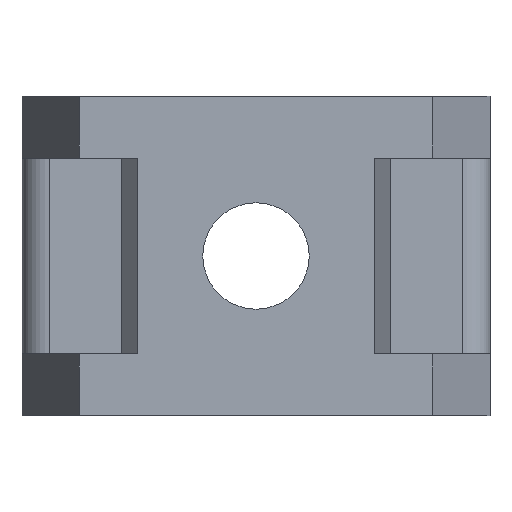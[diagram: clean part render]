
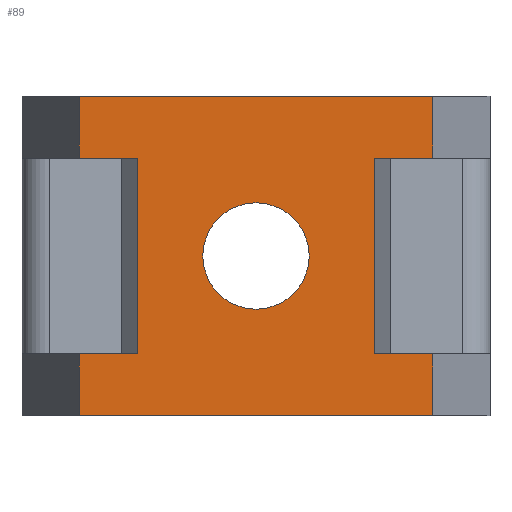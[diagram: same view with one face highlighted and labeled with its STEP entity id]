
A CAD part, front view. The second image highlights one B-rep face of the part: STEP entity #89.
In plain terms, the highlighted planar face has unit normal (0, -1, 0).
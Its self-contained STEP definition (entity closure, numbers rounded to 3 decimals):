
#89 = ADVANCED_FACE( '', ( #193, #194 ), #195, .F. );
#193 = FACE_BOUND( '', #310, .T. );
#194 = FACE_OUTER_BOUND( '', #311, .T. );
#195 = PLANE( '', #312 );
#310 = EDGE_LOOP( '', ( #519 ) );
#311 = EDGE_LOOP( '', ( #520, #521, #522, #523, #524, #525, #526, #527, #528, #529, #530, #531 ) );
#312 = AXIS2_PLACEMENT_3D( '', #532, #533, #534 );
#519 = ORIENTED_EDGE( '', *, *, #809, .F. );
#520 = ORIENTED_EDGE( '', *, *, #796, .T. );
#521 = ORIENTED_EDGE( '', *, *, #810, .T. );
#522 = ORIENTED_EDGE( '', *, *, #811, .T. );
#523 = ORIENTED_EDGE( '', *, *, #812, .F. );
#524 = ORIENTED_EDGE( '', *, *, #813, .T. );
#525 = ORIENTED_EDGE( '', *, *, #814, .T. );
#526 = ORIENTED_EDGE( '', *, *, #741, .F. );
#527 = ORIENTED_EDGE( '', *, *, #734, .F. );
#528 = ORIENTED_EDGE( '', *, *, #815, .F. );
#529 = ORIENTED_EDGE( '', *, *, #758, .T. );
#530 = ORIENTED_EDGE( '', *, *, #816, .F. );
#531 = ORIENTED_EDGE( '', *, *, #817, .F. );
#532 = CARTESIAN_POINT( '', ( -8.3, 0., 7.5 ) );
#533 = DIRECTION( '', ( 0., 1., 0. ) );
#534 = DIRECTION( '', ( 0., 0., 1. ) );
#734 = EDGE_CURVE( '', #882, #867, #884, .T. );
#741 = EDGE_CURVE( '', #867, #895, #896, .T. );
#758 = EDGE_CURVE( '', #922, #923, #924, .T. );
#796 = EDGE_CURVE( '', #988, #986, #989, .T. );
#809 = EDGE_CURVE( '', #1006, #1006, #1007, .T. );
#810 = EDGE_CURVE( '', #986, #1008, #1009, .T. );
#811 = EDGE_CURVE( '', #1008, #1010, #1011, .T. );
#812 = EDGE_CURVE( '', #1012, #1010, #1013, .T. );
#813 = EDGE_CURVE( '', #1012, #1014, #1015, .T. );
#814 = EDGE_CURVE( '', #1014, #895, #1016, .T. );
#815 = EDGE_CURVE( '', #922, #882, #1017, .T. );
#816 = EDGE_CURVE( '', #1018, #923, #1019, .T. );
#817 = EDGE_CURVE( '', #988, #1018, #1020, .T. );
#867 = VERTEX_POINT( '', #1080 );
#882 = VERTEX_POINT( '', #1100 );
#884 = LINE( '', #1103, #1104 );
#895 = VERTEX_POINT( '', #1119 );
#896 = LINE( '', #1120, #1121 );
#922 = VERTEX_POINT( '', #1157 );
#923 = VERTEX_POINT( '', #1158 );
#924 = LINE( '', #1159, #1160 );
#986 = VERTEX_POINT( '', #1244 );
#988 = VERTEX_POINT( '', #1247 );
#989 = LINE( '', #1248, #1249 );
#1006 = VERTEX_POINT( '', #1275 );
#1007 = CIRCLE( '', #1276, 2.5 );
#1008 = VERTEX_POINT( '', #1277 );
#1009 = LINE( '', #1278, #1279 );
#1010 = VERTEX_POINT( '', #1280 );
#1011 = LINE( '', #1281, #1282 );
#1012 = VERTEX_POINT( '', #1283 );
#1013 = LINE( '', #1284, #1285 );
#1014 = VERTEX_POINT( '', #1286 );
#1015 = LINE( '', #1287, #1288 );
#1016 = LINE( '', #1289, #1290 );
#1017 = LINE( '', #1291, #1292 );
#1018 = VERTEX_POINT( '', #1293 );
#1019 = LINE( '', #1294, #1295 );
#1020 = LINE( '', #1296, #1297 );
#1080 = CARTESIAN_POINT( '', ( 8.3, 0., -4.6 ) );
#1100 = CARTESIAN_POINT( '', ( 5.58, 0., -4.6 ) );
#1103 = CARTESIAN_POINT( '', ( 5.58, 0., -4.6 ) );
#1104 = VECTOR( '', #1386, 1000. );
#1119 = CARTESIAN_POINT( '', ( 8.3, 0., -7.5 ) );
#1120 = CARTESIAN_POINT( '', ( 8.3, 0., 7.5 ) );
#1121 = VECTOR( '', #1391, 1000. );
#1157 = CARTESIAN_POINT( '', ( 5.58, 0., 4.6 ) );
#1158 = CARTESIAN_POINT( '', ( 8.3, 0., 4.6 ) );
#1159 = CARTESIAN_POINT( '', ( 5.58, 0., 4.6 ) );
#1160 = VECTOR( '', #1408, 1000. );
#1244 = CARTESIAN_POINT( '', ( -8.3, 0., 4.6 ) );
#1247 = CARTESIAN_POINT( '', ( -8.3, 0., 7.5 ) );
#1248 = CARTESIAN_POINT( '', ( -8.3, 0., 7.5 ) );
#1249 = VECTOR( '', #1456, 1000. );
#1275 = CARTESIAN_POINT( '', ( 0., 0., -2.5 ) );
#1276 = AXIS2_PLACEMENT_3D( '', #1466, #1467, #1468 );
#1277 = CARTESIAN_POINT( '', ( -5.58, 0., 4.6 ) );
#1278 = CARTESIAN_POINT( '', ( -13., 0., 4.6 ) );
#1279 = VECTOR( '', #1469, 1000. );
#1280 = CARTESIAN_POINT( '', ( -5.58, 0., -4.6 ) );
#1281 = CARTESIAN_POINT( '', ( -5.58, 0., 4.6 ) );
#1282 = VECTOR( '', #1470, 1000. );
#1283 = CARTESIAN_POINT( '', ( -8.3, 0., -4.6 ) );
#1284 = CARTESIAN_POINT( '', ( -13., 0., -4.6 ) );
#1285 = VECTOR( '', #1471, 1000. );
#1286 = CARTESIAN_POINT( '', ( -8.3, 0., -7.5 ) );
#1287 = CARTESIAN_POINT( '', ( -8.3, 0., 7.5 ) );
#1288 = VECTOR( '', #1472, 1000. );
#1289 = CARTESIAN_POINT( '', ( -8.3, 0., -7.5 ) );
#1290 = VECTOR( '', #1473, 1000. );
#1291 = CARTESIAN_POINT( '', ( 5.58, 0., 4.6 ) );
#1292 = VECTOR( '', #1474, 1000. );
#1293 = CARTESIAN_POINT( '', ( 8.3, 0., 7.5 ) );
#1294 = CARTESIAN_POINT( '', ( 8.3, 0., 7.5 ) );
#1295 = VECTOR( '', #1475, 1000. );
#1296 = CARTESIAN_POINT( '', ( -8.3, 0., 7.5 ) );
#1297 = VECTOR( '', #1476, 1000. );
#1386 = DIRECTION( '', ( 1., 0., 0. ) );
#1391 = DIRECTION( '', ( 0., 0., -1. ) );
#1408 = DIRECTION( '', ( 1., 0., 0. ) );
#1456 = DIRECTION( '', ( 0., 0., -1. ) );
#1466 = CARTESIAN_POINT( '', ( 0., 0., 0. ) );
#1467 = DIRECTION( '', ( 0., -1., 0. ) );
#1468 = DIRECTION( '', ( 0., 0., -1. ) );
#1469 = DIRECTION( '', ( 1., 0., 0. ) );
#1470 = DIRECTION( '', ( 0., 0., -1. ) );
#1471 = DIRECTION( '', ( 1., 0., 0. ) );
#1472 = DIRECTION( '', ( 0., 0., -1. ) );
#1473 = DIRECTION( '', ( 1., 0., 0. ) );
#1474 = DIRECTION( '', ( 0., 0., -1. ) );
#1475 = DIRECTION( '', ( 0., 0., -1. ) );
#1476 = DIRECTION( '', ( 1., 0., 0. ) );
